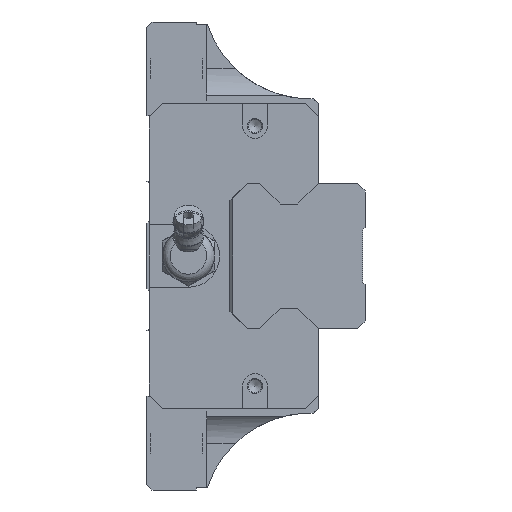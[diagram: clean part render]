
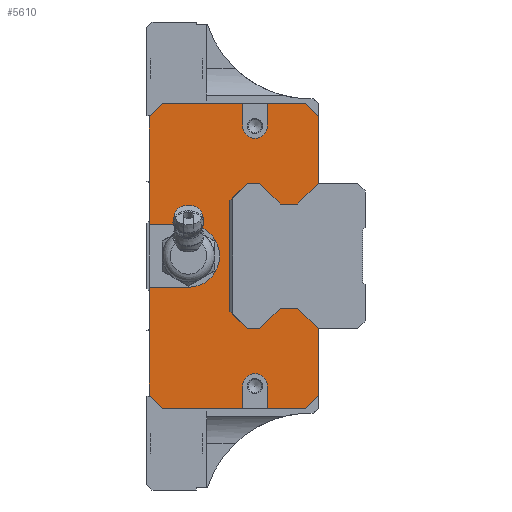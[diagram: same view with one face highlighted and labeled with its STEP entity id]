
A CAD part, left-side view. The second image highlights one B-rep face of the part: STEP entity #5610.
In plain terms, the highlighted planar face has unit normal (-1, 0, 0).
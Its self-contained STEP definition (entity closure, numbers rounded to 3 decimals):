
#608=CIRCLE('',#6143,6.);
#609=CIRCLE('',#6144,2.38);
#610=CIRCLE('',#6145,2.38);
#855=FACE_OUTER_BOUND('',#1188,.T.);
#1188=EDGE_LOOP('',(#4648,#4649,#4650,#4651,#4652,#4653,#4654,#4655,#4656,
#4657,#4658,#4659,#4660,#4661,#4662,#4663,#4664,#4665,#4666,#4667,#4668,
#4669,#4670,#4671,#4672,#4673,#4674,#4675,#4676,#4677,#4678,#4679));
#1621=LINE('',#8948,#2135);
#1642=LINE('',#8991,#2156);
#1647=LINE('',#9002,#2161);
#1650=LINE('',#9006,#2164);
#1651=LINE('',#9009,#2165);
#1652=LINE('',#9011,#2166);
#1653=LINE('',#9013,#2167);
#1654=LINE('',#9015,#2168);
#1655=LINE('',#9019,#2169);
#1656=LINE('',#9021,#2170);
#1657=LINE('',#9023,#2171);
#1658=LINE('',#9025,#2172);
#1659=LINE('',#9027,#2173);
#1660=LINE('',#9031,#2174);
#1661=LINE('',#9033,#2175);
#1662=LINE('',#9034,#2176);
#1663=LINE('',#9036,#2177);
#1664=LINE('',#9038,#2178);
#1665=LINE('',#9040,#2179);
#1666=LINE('',#9042,#2180);
#1667=LINE('',#9044,#2181);
#1668=LINE('',#9046,#2182);
#1669=LINE('',#9048,#2183);
#1670=LINE('',#9050,#2184);
#1671=LINE('',#9052,#2185);
#1672=LINE('',#9054,#2186);
#1673=LINE('',#9055,#2187);
#1674=LINE('',#9056,#2188);
#1675=LINE('',#9058,#2189);
#2135=VECTOR('',#7302,1000.);
#2156=VECTOR('',#7327,1000.);
#2161=VECTOR('',#7334,1000.);
#2164=VECTOR('',#7337,1000.);
#2165=VECTOR('',#7340,1000.);
#2166=VECTOR('',#7341,1000.);
#2167=VECTOR('',#7342,1000.);
#2168=VECTOR('',#7343,1000.);
#2169=VECTOR('',#7346,1000.);
#2170=VECTOR('',#7347,1000.);
#2171=VECTOR('',#7348,1000.);
#2172=VECTOR('',#7349,1000.);
#2173=VECTOR('',#7350,1000.);
#2174=VECTOR('',#7353,1000.);
#2175=VECTOR('',#7354,1000.);
#2176=VECTOR('',#7355,1000.);
#2177=VECTOR('',#7356,1000.);
#2178=VECTOR('',#7357,1000.);
#2179=VECTOR('',#7358,1000.);
#2180=VECTOR('',#7359,1000.);
#2181=VECTOR('',#7360,1000.);
#2182=VECTOR('',#7361,1000.);
#2183=VECTOR('',#7362,1000.);
#2184=VECTOR('',#7363,1000.);
#2185=VECTOR('',#7364,1000.);
#2186=VECTOR('',#7365,1000.);
#2187=VECTOR('',#7366,1000.);
#2188=VECTOR('',#7367,1000.);
#2189=VECTOR('',#7368,1000.);
#2668=VERTEX_POINT('',#8942);
#2670=VERTEX_POINT('',#8946);
#2689=VERTEX_POINT('',#8988);
#2690=VERTEX_POINT('',#8990);
#2692=VERTEX_POINT('',#8995);
#2694=VERTEX_POINT('',#8999);
#2695=VERTEX_POINT('',#9001);
#2696=VERTEX_POINT('',#9004);
#2697=VERTEX_POINT('',#9008);
#2698=VERTEX_POINT('',#9010);
#2699=VERTEX_POINT('',#9012);
#2700=VERTEX_POINT('',#9014);
#2701=VERTEX_POINT('',#9016);
#2702=VERTEX_POINT('',#9018);
#2703=VERTEX_POINT('',#9020);
#2704=VERTEX_POINT('',#9022);
#2705=VERTEX_POINT('',#9024);
#2706=VERTEX_POINT('',#9026);
#2707=VERTEX_POINT('',#9028);
#2708=VERTEX_POINT('',#9030);
#2709=VERTEX_POINT('',#9032);
#2710=VERTEX_POINT('',#9035);
#2711=VERTEX_POINT('',#9037);
#2712=VERTEX_POINT('',#9039);
#2713=VERTEX_POINT('',#9041);
#2714=VERTEX_POINT('',#9043);
#2715=VERTEX_POINT('',#9045);
#2716=VERTEX_POINT('',#9047);
#2717=VERTEX_POINT('',#9049);
#2718=VERTEX_POINT('',#9051);
#2719=VERTEX_POINT('',#9053);
#2720=VERTEX_POINT('',#9057);
#3355=EDGE_CURVE('',#2670,#2668,#1621,.T.);
#3376=EDGE_CURVE('',#2689,#2690,#1642,.T.);
#3381=EDGE_CURVE('',#2694,#2695,#1647,.T.);
#3384=EDGE_CURVE('',#2696,#2692,#1650,.T.);
#3385=EDGE_CURVE('',#2697,#2692,#1651,.T.);
#3386=EDGE_CURVE('',#2698,#2696,#1652,.T.);
#3387=EDGE_CURVE('',#2699,#2698,#1653,.T.);
#3388=EDGE_CURVE('',#2699,#2700,#1654,.T.);
#3389=EDGE_CURVE('',#2700,#2701,#608,.T.);
#3390=EDGE_CURVE('',#2701,#2702,#1655,.T.);
#3391=EDGE_CURVE('',#2703,#2702,#1656,.T.);
#3392=EDGE_CURVE('',#2704,#2703,#1657,.T.);
#3393=EDGE_CURVE('',#2705,#2704,#1658,.T.);
#3394=EDGE_CURVE('',#2705,#2706,#1659,.T.);
#3395=EDGE_CURVE('',#2706,#2707,#609,.T.);
#3396=EDGE_CURVE('',#2707,#2708,#1660,.T.);
#3397=EDGE_CURVE('',#2709,#2708,#1661,.T.);
#3398=EDGE_CURVE('',#2690,#2709,#1662,.T.);
#3399=EDGE_CURVE('',#2689,#2710,#1663,.T.);
#3400=EDGE_CURVE('',#2710,#2711,#1664,.T.);
#3401=EDGE_CURVE('',#2711,#2712,#1665,.T.);
#3402=EDGE_CURVE('',#2712,#2713,#1666,.T.);
#3403=EDGE_CURVE('',#2713,#2714,#1667,.T.);
#3404=EDGE_CURVE('',#2714,#2715,#1668,.T.);
#3405=EDGE_CURVE('',#2715,#2716,#1669,.T.);
#3406=EDGE_CURVE('',#2716,#2717,#1670,.T.);
#3407=EDGE_CURVE('',#2717,#2718,#1671,.T.);
#3408=EDGE_CURVE('',#2718,#2719,#1672,.T.);
#3409=EDGE_CURVE('',#2719,#2668,#1673,.T.);
#3410=EDGE_CURVE('',#2695,#2670,#1674,.T.);
#3411=EDGE_CURVE('',#2694,#2720,#1675,.T.);
#3412=EDGE_CURVE('',#2720,#2697,#610,.T.);
#4648=ORIENTED_EDGE('',*,*,#3385,.T.);
#4649=ORIENTED_EDGE('',*,*,#3384,.F.);
#4650=ORIENTED_EDGE('',*,*,#3386,.F.);
#4651=ORIENTED_EDGE('',*,*,#3387,.F.);
#4652=ORIENTED_EDGE('',*,*,#3388,.T.);
#4653=ORIENTED_EDGE('',*,*,#3389,.T.);
#4654=ORIENTED_EDGE('',*,*,#3390,.T.);
#4655=ORIENTED_EDGE('',*,*,#3391,.F.);
#4656=ORIENTED_EDGE('',*,*,#3392,.F.);
#4657=ORIENTED_EDGE('',*,*,#3393,.F.);
#4658=ORIENTED_EDGE('',*,*,#3394,.T.);
#4659=ORIENTED_EDGE('',*,*,#3395,.T.);
#4660=ORIENTED_EDGE('',*,*,#3396,.T.);
#4661=ORIENTED_EDGE('',*,*,#3397,.F.);
#4662=ORIENTED_EDGE('',*,*,#3398,.F.);
#4663=ORIENTED_EDGE('',*,*,#3376,.F.);
#4664=ORIENTED_EDGE('',*,*,#3399,.T.);
#4665=ORIENTED_EDGE('',*,*,#3400,.T.);
#4666=ORIENTED_EDGE('',*,*,#3401,.T.);
#4667=ORIENTED_EDGE('',*,*,#3402,.T.);
#4668=ORIENTED_EDGE('',*,*,#3403,.T.);
#4669=ORIENTED_EDGE('',*,*,#3404,.T.);
#4670=ORIENTED_EDGE('',*,*,#3405,.T.);
#4671=ORIENTED_EDGE('',*,*,#3406,.T.);
#4672=ORIENTED_EDGE('',*,*,#3407,.T.);
#4673=ORIENTED_EDGE('',*,*,#3408,.T.);
#4674=ORIENTED_EDGE('',*,*,#3409,.T.);
#4675=ORIENTED_EDGE('',*,*,#3355,.F.);
#4676=ORIENTED_EDGE('',*,*,#3410,.F.);
#4677=ORIENTED_EDGE('',*,*,#3381,.F.);
#4678=ORIENTED_EDGE('',*,*,#3411,.T.);
#4679=ORIENTED_EDGE('',*,*,#3412,.T.);
#5371=PLANE('',#6142);
#5610=ADVANCED_FACE('',(#855),#5371,.F.);
#6142=AXIS2_PLACEMENT_3D('',#9007,#7338,#7339);
#6143=AXIS2_PLACEMENT_3D('',#9017,#7344,#7345);
#6144=AXIS2_PLACEMENT_3D('',#9029,#7351,#7352);
#6145=AXIS2_PLACEMENT_3D('',#9059,#7369,#7370);
#7302=DIRECTION('',(0.,0.,-1.));
#7327=DIRECTION('',(0.,0.,-1.));
#7334=DIRECTION('',(0.,-1.,0.));
#7337=DIRECTION('',(0.,-1.,0.));
#7338=DIRECTION('center_axis',(1.,0.,0.));
#7339=DIRECTION('ref_axis',(0.,0.,-1.));
#7340=DIRECTION('',(0.,0.,1.));
#7341=DIRECTION('',(0.,-0.707,0.707));
#7342=DIRECTION('',(0.,0.,1.));
#7343=DIRECTION('',(0.,-1.,0.));
#7344=DIRECTION('center_axis',(1.,0.,0.));
#7345=DIRECTION('ref_axis',(0.,0.,-1.));
#7346=DIRECTION('',(0.,1.,0.));
#7347=DIRECTION('',(0.,0.,1.));
#7348=DIRECTION('',(0.,0.707,0.707));
#7349=DIRECTION('',(0.,1.,0.));
#7350=DIRECTION('',(0.,0.,1.));
#7351=DIRECTION('center_axis',(1.,0.,0.));
#7352=DIRECTION('ref_axis',(0.,0.,-1.));
#7353=DIRECTION('',(0.,0.,-1.));
#7354=DIRECTION('',(0.,1.,0.));
#7355=DIRECTION('',(0.,0.707,-0.707));
#7356=DIRECTION('',(0.,0.707,0.707));
#7357=DIRECTION('',(0.,1.,0.));
#7358=DIRECTION('',(0.,0.707,-0.707));
#7359=DIRECTION('',(0.,1.,0.));
#7360=DIRECTION('',(0.,0.707,0.707));
#7361=DIRECTION('',(0.,0.,1.));
#7362=DIRECTION('',(0.,-0.707,0.707));
#7363=DIRECTION('',(0.,-1.,0.));
#7364=DIRECTION('',(0.,-0.707,-0.707));
#7365=DIRECTION('',(0.,-1.,0.));
#7366=DIRECTION('',(0.,-0.707,0.707));
#7367=DIRECTION('',(0.,-0.707,-0.707));
#7368=DIRECTION('',(0.,0.,-1.));
#7369=DIRECTION('center_axis',(1.,0.,0.));
#7370=DIRECTION('ref_axis',(0.,0.,-1.));
#8942=CARTESIAN_POINT('',(450.8,9.,14.));
#8946=CARTESIAN_POINT('',(450.8,9.,26.75));
#8948=CARTESIAN_POINT('',(450.8,9.,26.75));
#8988=CARTESIAN_POINT('',(450.8,9.,-14.));
#8990=CARTESIAN_POINT('',(450.8,9.,-26.75));
#8991=CARTESIAN_POINT('',(450.8,9.,26.75));
#8995=CARTESIAN_POINT('',(450.8,23.58,29.25));
#8999=CARTESIAN_POINT('',(450.8,18.82,29.25));
#9001=CARTESIAN_POINT('',(450.8,11.5,29.25));
#9002=CARTESIAN_POINT('',(450.8,39.,29.25));
#9004=CARTESIAN_POINT('',(450.8,39.,29.25));
#9006=CARTESIAN_POINT('',(450.8,39.,29.25));
#9007=CARTESIAN_POINT('Origin',(450.8,9.,0.));
#9008=CARTESIAN_POINT('',(450.8,23.58,25.));
#9009=CARTESIAN_POINT('',(450.8,23.58,25.));
#9010=CARTESIAN_POINT('',(450.8,41.5,26.75));
#9011=CARTESIAN_POINT('',(450.8,41.5,26.75));
#9012=CARTESIAN_POINT('',(450.8,41.5,6.));
#9013=CARTESIAN_POINT('',(450.8,41.5,-26.75));
#9014=CARTESIAN_POINT('',(450.8,34.,6.));
#9015=CARTESIAN_POINT('',(450.8,62.5,6.));
#9016=CARTESIAN_POINT('',(450.8,34.,-6.));
#9017=CARTESIAN_POINT('Origin',(450.8,34.,0.));
#9018=CARTESIAN_POINT('',(450.8,41.5,-6.));
#9019=CARTESIAN_POINT('',(450.8,34.,-6.));
#9020=CARTESIAN_POINT('',(450.8,41.5,-26.75));
#9021=CARTESIAN_POINT('',(450.8,41.5,-26.75));
#9022=CARTESIAN_POINT('',(450.8,39.,-29.25));
#9023=CARTESIAN_POINT('',(450.8,39.,-29.25));
#9024=CARTESIAN_POINT('',(450.8,23.58,-29.25));
#9025=CARTESIAN_POINT('',(450.8,11.5,-29.25));
#9026=CARTESIAN_POINT('',(450.8,23.58,-25.));
#9027=CARTESIAN_POINT('',(450.8,23.58,-45.));
#9028=CARTESIAN_POINT('',(450.8,18.82,-25.));
#9029=CARTESIAN_POINT('Origin',(450.8,21.2,-25.));
#9030=CARTESIAN_POINT('',(450.8,18.82,-29.25));
#9031=CARTESIAN_POINT('',(450.8,18.82,-25.));
#9032=CARTESIAN_POINT('',(450.8,11.5,-29.25));
#9033=CARTESIAN_POINT('',(450.8,11.5,-29.25));
#9034=CARTESIAN_POINT('',(450.8,9.,-26.75));
#9035=CARTESIAN_POINT('',(450.8,13.,-10.));
#9036=CARTESIAN_POINT('',(450.8,9.,-14.));
#9037=CARTESIAN_POINT('',(450.8,16.34,-10.));
#9038=CARTESIAN_POINT('',(450.8,13.,-10.));
#9039=CARTESIAN_POINT('',(450.8,20.34,-14.));
#9040=CARTESIAN_POINT('',(450.8,16.34,-10.));
#9041=CARTESIAN_POINT('',(450.8,22.66,-14.));
#9042=CARTESIAN_POINT('',(450.8,20.34,-14.));
#9043=CARTESIAN_POINT('',(450.8,26.,-10.66));
#9044=CARTESIAN_POINT('',(450.8,22.66,-14.));
#9045=CARTESIAN_POINT('',(450.8,26.,10.66));
#9046=CARTESIAN_POINT('',(450.8,26.,-10.66));
#9047=CARTESIAN_POINT('',(450.8,22.66,14.));
#9048=CARTESIAN_POINT('',(450.8,26.,10.66));
#9049=CARTESIAN_POINT('',(450.8,20.34,14.));
#9050=CARTESIAN_POINT('',(450.8,22.66,14.));
#9051=CARTESIAN_POINT('',(450.8,16.34,10.));
#9052=CARTESIAN_POINT('',(450.8,20.34,14.));
#9053=CARTESIAN_POINT('',(450.8,13.,10.));
#9054=CARTESIAN_POINT('',(450.8,16.34,10.));
#9055=CARTESIAN_POINT('',(450.8,13.,10.));
#9056=CARTESIAN_POINT('',(450.8,11.5,29.25));
#9057=CARTESIAN_POINT('',(450.8,18.82,25.));
#9058=CARTESIAN_POINT('',(450.8,18.82,45.));
#9059=CARTESIAN_POINT('Origin',(450.8,21.2,25.));
